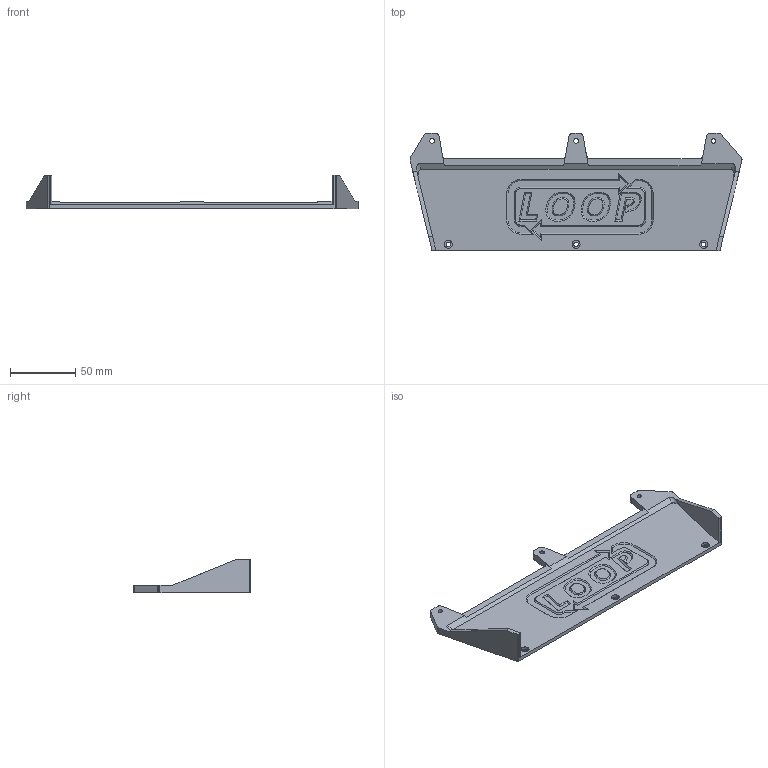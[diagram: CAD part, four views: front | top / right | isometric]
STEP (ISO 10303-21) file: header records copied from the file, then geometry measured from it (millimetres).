
FILE_DESCRIPTION (( 'STEP AP203' ), '1' );
FILE_NAME ('Ejector blade.STEP', '2022-06-12T13:30:26', ( '' ), ( '' ), 'SwSTEP 2.0', 'SolidWorks 2020', '' );
FILE_SCHEMA (( 'CONFIG_CONTROL_DESIGN' ));
Length unit declared in the file: millimetre
Products named in the file (1): Ejector blade
Bounding box: 253.6 x 90 x 25.5 mm (x, y, z)
Volume: 61322.6 mm3; surface area: 42543.2 mm2
Topology: 1 solids, 1 shells, 139 faces, 378 edges, 252 vertices
Faces by surface type: plane 73, cylinder 38, bspline 20, cone 8
Entity records: 13127 total; most frequent: CARTESIAN_POINT 9618, ORIENTED_EDGE 756, DIRECTION 638, EDGE_CURVE 378, VERTEX_POINT 252, VECTOR 222, LINE 222, AXIS2_PLACEMENT_3D 208
